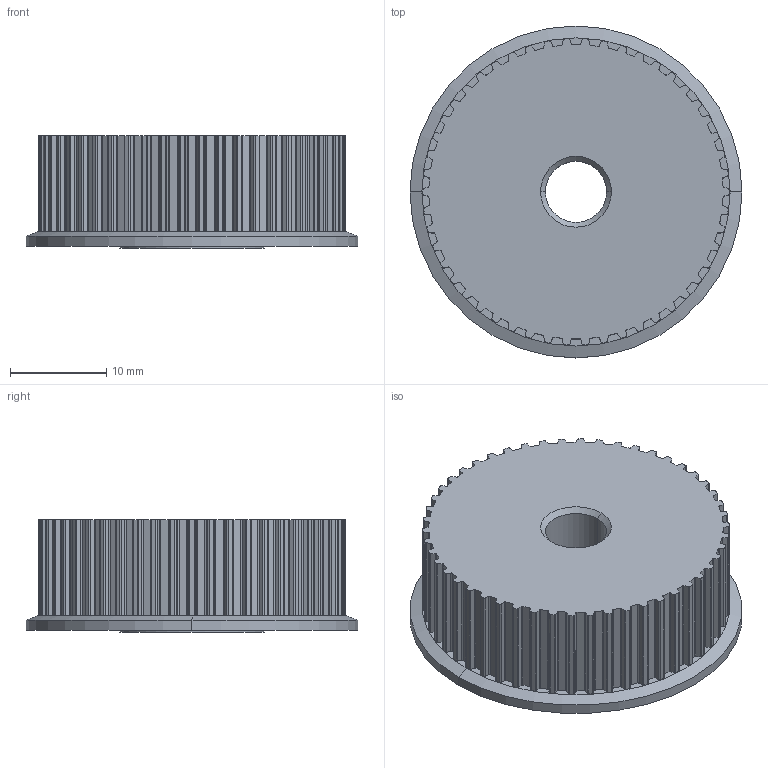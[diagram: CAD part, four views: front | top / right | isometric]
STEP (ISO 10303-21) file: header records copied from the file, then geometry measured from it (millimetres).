
FILE_DESCRIPTION (( 'STEP AP214' ), '1' );
FILE_NAME ('4333240000201.STEP', '2017-11-21T06:17:56', ( '13' ), ( '' ), 'SwSTEP 2.0', 'SolidWorks 2012', '' );
FILE_SCHEMA (( 'AUTOMOTIVE_DESIGN' ));
Length unit declared in the file: millimetre
Products named in the file (1): 4333240000201
Bounding box: 34.5 x 34.5 x 11.7 mm (x, y, z)
Volume: 8627.1 mm3; surface area: 3545.9 mm2
Topology: 1 solids, 1 shells, 417 faces, 1233 edges, 820 vertices
Faces by surface type: cylinder 257, plane 154, cone 6
Entity records: 14177 total; most frequent: DIRECTION 2589, CARTESIAN_POINT 2471, ORIENTED_EDGE 2466, EDGE_CURVE 1233, AXIS2_PLACEMENT_3D 938, VERTEX_POINT 820, LINE 713, VECTOR 713
